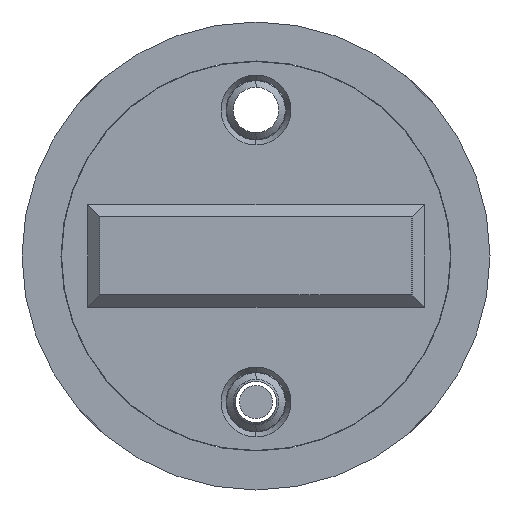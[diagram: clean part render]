
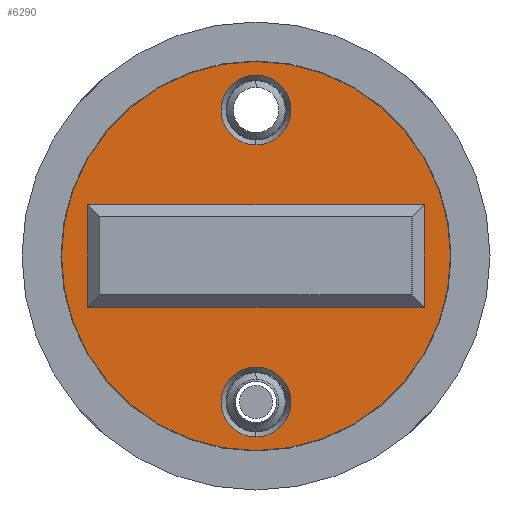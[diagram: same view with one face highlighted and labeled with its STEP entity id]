
A CAD part, left-side view. The second image highlights one B-rep face of the part: STEP entity #6290.
In plain terms, the highlighted planar face has unit normal (-1, 0, 0).
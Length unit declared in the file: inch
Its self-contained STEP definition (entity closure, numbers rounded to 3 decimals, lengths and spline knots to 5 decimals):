
#209 = DIRECTION ( 'NONE',  ( 0., 0., 1. ) ) ;
#303 = VERTEX_POINT ( 'NONE', #497 ) ;
#324 = EDGE_CURVE ( 'NONE', #1209, #4270, #3427, .T. ) ;
#497 = CARTESIAN_POINT ( 'NONE',  ( -0.313, 0., 0.58 ) ) ;
#511 = DIRECTION ( 'NONE',  ( 0., 0., 1. ) ) ;
#514 = CIRCLE ( 'NONE', #6233, 0.112 ) ;
#536 = CARTESIAN_POINT ( 'NONE',  ( -0.313, 0., -0.468 ) ) ;
#549 = AXIS2_PLACEMENT_3D ( 'NONE', #6463, #6893, #1490 ) ;
#561 = CARTESIAN_POINT ( 'NONE',  ( -0.313, 0., 0.468 ) ) ;
#574 = EDGE_CURVE ( 'NONE', #303, #4791, #514, .T. ) ;
#631 = ORIENTED_EDGE ( 'NONE', *, *, #1714, .T. ) ;
#739 = CIRCLE ( 'NONE', #4977, 0.112 ) ;
#775 = CARTESIAN_POINT ( 'NONE',  ( -0.313, -0.54, -0.125 ) ) ;
#865 = LINE ( 'NONE', #5020, #6042 ) ;
#1094 = ORIENTED_EDGE ( 'NONE', *, *, #2775, .F. ) ;
#1105 = DIRECTION ( 'NONE',  ( 0., 0., -1. ) ) ;
#1209 = VERTEX_POINT ( 'NONE', #1309 ) ;
#1309 = CARTESIAN_POINT ( 'NONE',  ( -0.313, 0., -0.58 ) ) ;
#1311 = VERTEX_POINT ( 'NONE', #2189 ) ;
#1376 = LINE ( 'NONE', #1747, #4960 ) ;
#1406 = AXIS2_PLACEMENT_3D ( 'NONE', #1666, #4606, #6861 ) ;
#1410 = DIRECTION ( 'NONE',  ( 0., 1., 0. ) ) ;
#1482 = CARTESIAN_POINT ( 'NONE',  ( -0.313, 0.54, -0.165 ) ) ;
#1490 = DIRECTION ( 'NONE',  ( 0., 0., 1. ) ) ;
#1564 = EDGE_LOOP ( 'NONE', ( #6349, #1094 ) ) ;
#1627 = CARTESIAN_POINT ( 'NONE',  ( -0.313, 0., 0.6235 ) ) ;
#1666 = CARTESIAN_POINT ( 'NONE',  ( -0.313, 0., 0. ) ) ;
#1714 = EDGE_CURVE ( 'NONE', #4279, #2188, #1376, .T. ) ;
#1747 = CARTESIAN_POINT ( 'NONE',  ( -0.313, 0.5, -0.165 ) ) ;
#1924 = CARTESIAN_POINT ( 'NONE',  ( -0.313, 0., 0. ) ) ;
#1950 = CARTESIAN_POINT ( 'NONE',  ( -0.313, 0.54, 0.125 ) ) ;
#1977 = DIRECTION ( 'NONE',  ( 0., 0., 1. ) ) ;
#2188 = VERTEX_POINT ( 'NONE', #1482 ) ;
#2189 = CARTESIAN_POINT ( 'NONE',  ( -0.313, 0., -0.6235 ) ) ;
#2223 = DIRECTION ( 'NONE',  ( 1., 0., 0. ) ) ;
#2256 = ORIENTED_EDGE ( 'NONE', *, *, #324, .F. ) ;
#2775 = EDGE_CURVE ( 'NONE', #3286, #1311, #3093, .T. ) ;
#2936 = AXIS2_PLACEMENT_3D ( 'NONE', #6521, #2223, #1105 ) ;
#3021 = DIRECTION ( 'NONE',  ( 0., 0., -1. ) ) ;
#3082 = CARTESIAN_POINT ( 'NONE',  ( -0.313, -0.54, 0.165 ) ) ;
#3093 = CIRCLE ( 'NONE', #2936, 0.6235 ) ;
#3121 = EDGE_CURVE ( 'NONE', #1311, #3286, #4417, .T. ) ;
#3185 = ORIENTED_EDGE ( 'NONE', *, *, #5218, .T. ) ;
#3286 = VERTEX_POINT ( 'NONE', #1627 ) ;
#3290 = ORIENTED_EDGE ( 'NONE', *, *, #574, .F. ) ;
#3331 = FACE_BOUND ( 'NONE', #5735, .T. ) ;
#3427 = CIRCLE ( 'NONE', #549, 0.112 ) ;
#3439 = ORIENTED_EDGE ( 'NONE', *, *, #5091, .F. ) ;
#3480 = CIRCLE ( 'NONE', #4714, 0.112 ) ;
#3481 = EDGE_CURVE ( 'NONE', #4467, #4279, #6388, .T. ) ;
#3732 = EDGE_LOOP ( 'NONE', ( #4637, #631, #4993, #3185 ) ) ;
#3881 = EDGE_CURVE ( 'NONE', #4270, #1209, #3480, .T. ) ;
#4055 = CARTESIAN_POINT ( 'NONE',  ( -0.313, 0., -0.356 ) ) ;
#4270 = VERTEX_POINT ( 'NONE', #4055 ) ;
#4279 = VERTEX_POINT ( 'NONE', #6950 ) ;
#4347 = DIRECTION ( 'NONE',  ( -1., 0., 0. ) ) ;
#4357 = FACE_OUTER_BOUND ( 'NONE', #1564, .T. ) ;
#4365 = VERTEX_POINT ( 'NONE', #6201 ) ;
#4413 = AXIS2_PLACEMENT_3D ( 'NONE', #1924, #6834, #3021 ) ;
#4417 = CIRCLE ( 'NONE', #4413, 0.6235 ) ;
#4467 = VERTEX_POINT ( 'NONE', #3082 ) ;
#4606 = DIRECTION ( 'NONE',  ( 1., 0., 0. ) ) ;
#4637 = ORIENTED_EDGE ( 'NONE', *, *, #3481, .T. ) ;
#4714 = AXIS2_PLACEMENT_3D ( 'NONE', #536, #4347, #511 ) ;
#4791 = VERTEX_POINT ( 'NONE', #4982 ) ;
#4830 = VECTOR ( 'NONE', #5349, 39.37008 ) ;
#4917 = FACE_BOUND ( 'NONE', #6420, .T. ) ;
#4960 = VECTOR ( 'NONE', #1410, 39.37008 ) ;
#4977 = AXIS2_PLACEMENT_3D ( 'NONE', #6249, #5951, #209 ) ;
#4982 = CARTESIAN_POINT ( 'NONE',  ( -0.313, 0., 0.356 ) ) ;
#4993 = ORIENTED_EDGE ( 'NONE', *, *, #6367, .T. ) ;
#5020 = CARTESIAN_POINT ( 'NONE',  ( -0.313, -0.5, 0.165 ) ) ;
#5091 = EDGE_CURVE ( 'NONE', #4791, #303, #739, .T. ) ;
#5174 = VECTOR ( 'NONE', #6606, 39.37008 ) ;
#5218 = EDGE_CURVE ( 'NONE', #4365, #4467, #865, .T. ) ;
#5330 = PLANE ( 'NONE',  #1406 ) ;
#5349 = DIRECTION ( 'NONE',  ( 0., 0., 1. ) ) ;
#5735 = EDGE_LOOP ( 'NONE', ( #3290, #3439 ) ) ;
#5794 = DIRECTION ( 'NONE',  ( 0., -1., 0. ) ) ;
#5951 = DIRECTION ( 'NONE',  ( -1., 0., 0. ) ) ;
#6042 = VECTOR ( 'NONE', #5794, 39.37008 ) ;
#6060 = DIRECTION ( 'NONE',  ( -1., 0., 0. ) ) ;
#6201 = CARTESIAN_POINT ( 'NONE',  ( -0.313, 0.54, 0.165 ) ) ;
#6233 = AXIS2_PLACEMENT_3D ( 'NONE', #561, #6060, #1977 ) ;
#6249 = CARTESIAN_POINT ( 'NONE',  ( -0.313, 0., 0.468 ) ) ;
#6290 = ADVANCED_FACE ( 'NONE', ( #4917, #3331, #6402, #4357 ), #5330, .F. ) ;
#6349 = ORIENTED_EDGE ( 'NONE', *, *, #3121, .F. ) ;
#6367 = EDGE_CURVE ( 'NONE', #2188, #4365, #6818, .T. ) ;
#6388 = LINE ( 'NONE', #775, #5174 ) ;
#6402 = FACE_BOUND ( 'NONE', #3732, .T. ) ;
#6420 = EDGE_LOOP ( 'NONE', ( #6483, #2256 ) ) ;
#6463 = CARTESIAN_POINT ( 'NONE',  ( -0.313, 0., -0.468 ) ) ;
#6483 = ORIENTED_EDGE ( 'NONE', *, *, #3881, .F. ) ;
#6521 = CARTESIAN_POINT ( 'NONE',  ( -0.313, 0., 0. ) ) ;
#6606 = DIRECTION ( 'NONE',  ( 0., 0., -1. ) ) ;
#6818 = LINE ( 'NONE', #1950, #4830 ) ;
#6834 = DIRECTION ( 'NONE',  ( 1., 0., 0. ) ) ;
#6861 = DIRECTION ( 'NONE',  ( 0., 0., -1. ) ) ;
#6893 = DIRECTION ( 'NONE',  ( -1., 0., 0. ) ) ;
#6950 = CARTESIAN_POINT ( 'NONE',  ( -0.313, -0.54, -0.165 ) ) ;
